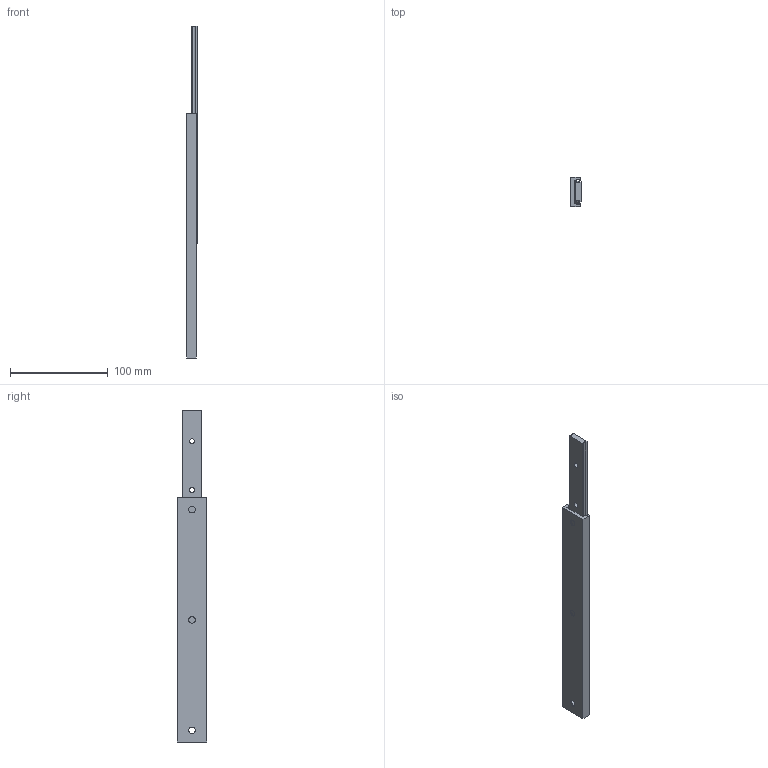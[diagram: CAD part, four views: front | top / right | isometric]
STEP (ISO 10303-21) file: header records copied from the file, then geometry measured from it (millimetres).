
FILE_DESCRIPTION (( 'STEP AP214' ), '1' );
FILE_NAME ('ows30-250.STEP', '2021-11-10T08:32:27', ( '' ), ( '' ), 'SwSTEP 2.0', 'SolidWorks 2020', '' );
FILE_SCHEMA (( 'AUTOMOTIVE_DESIGN' ));
Length unit declared in the file: millimetre
Products named in the file (4): masko30_250; zensko30_250; ows30-250; Part8^ows30
Assembly tree (2 placements, depth 2):
  ows30-250
    masko30_250
    zensko30_250
  Part8^ows30
Bounding box: 11 x 30 x 340 mm (x, y, z)
Volume: 59827.6 mm3; surface area: 36578.8 mm2
Topology: 2 solids, 2 shells, 76 faces, 190 edges, 120 vertices
Faces by surface type: plane 38, cylinder 22, cone 12, torus 4
Entity records: 2415 total; most frequent: DIRECTION 424, CARTESIAN_POINT 391, ORIENTED_EDGE 380, EDGE_CURVE 190, AXIS2_PLACEMENT_3D 153, VERTEX_POINT 120, LINE 118, VECTOR 118
